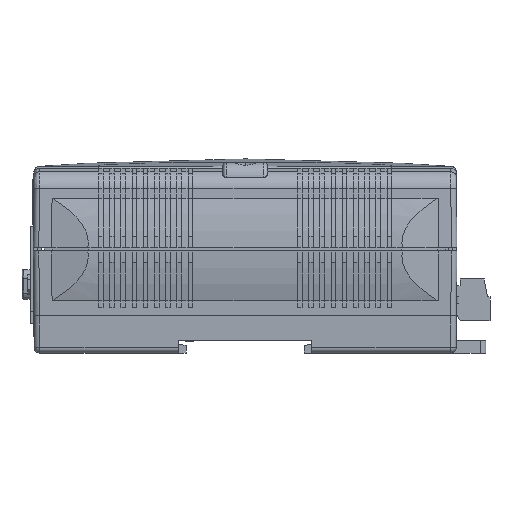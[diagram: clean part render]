
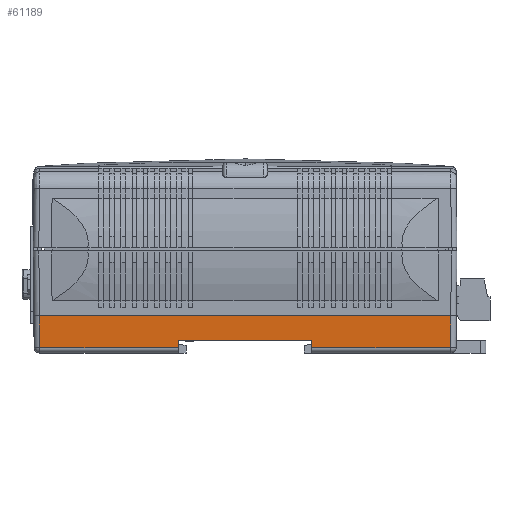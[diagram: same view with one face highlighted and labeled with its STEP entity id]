
A CAD part, left-side view. The second image highlights one B-rep face of the part: STEP entity #61189.
In plain terms, the highlighted planar face has unit normal (-0.999, 0, -0.035).
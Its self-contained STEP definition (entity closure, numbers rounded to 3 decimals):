
#1756 = EDGE_CURVE ( 'NONE', #83647, #95865, #81152, .T. ) ;
#5381 = LINE ( 'NONE', #27399, #67375 ) ;
#5890 = ORIENTED_EDGE ( 'NONE', *, *, #97195, .T. ) ;
#6524 = DIRECTION ( 'NONE',  ( 0.035, -0.009, -0.999 ) ) ;
#7452 = DIRECTION ( 'NONE',  ( 0.035, 0., -0.999 ) ) ;
#8995 = DIRECTION ( 'NONE',  ( 0.999, 0., 0.035 ) ) ;
#9752 = ORIENTED_EDGE ( 'NONE', *, *, #1756, .F. ) ;
#9960 = DIRECTION ( 'NONE',  ( 0., 1., 0. ) ) ;
#10703 = CARTESIAN_POINT ( 'NONE',  ( -42.582, -55.01, -26.302 ) ) ;
#10951 = VECTOR ( 'NONE', #18273, 1000. ) ;
#11002 = CARTESIAN_POINT ( 'NONE',  ( -42.88, -55.085, -17.75 ) ) ;
#11469 = ORIENTED_EDGE ( 'NONE', *, *, #69317, .T. ) ;
#13771 = CARTESIAN_POINT ( 'NONE',  ( -42.653, -17.8, -24.25 ) ) ;
#14388 = LINE ( 'NONE', #15974, #54213 ) ;
#14657 = CARTESIAN_POINT ( 'NONE',  ( -42.582, -17.8, -26.302 ) ) ;
#15440 = VERTEX_POINT ( 'NONE', #38509 ) ;
#15974 = CARTESIAN_POINT ( 'NONE',  ( -42.855, 55.079, -18.468 ) ) ;
#16338 = VECTOR ( 'NONE', #62813, 1000. ) ;
#16860 = DIRECTION ( 'NONE',  ( -0.035, -0.009, 0.999 ) ) ;
#17657 = ORIENTED_EDGE ( 'NONE', *, *, #74862, .T. ) ;
#18273 = DIRECTION ( 'NONE',  ( 0., -1., 0. ) ) ;
#19794 = VERTEX_POINT ( 'NONE', #38907 ) ;
#20057 = DIRECTION ( 'NONE',  ( 0., 1., 0. ) ) ;
#20549 = VERTEX_POINT ( 'NONE', #11002 ) ;
#23446 = VECTOR ( 'NONE', #9960, 1000. ) ;
#23780 = EDGE_CURVE ( 'NONE', #19794, #15440, #14388, .T. ) ;
#24695 = CARTESIAN_POINT ( 'NONE',  ( -42.872, -55.083, -17.992 ) ) ;
#27399 = CARTESIAN_POINT ( 'NONE',  ( -42.88, -54.63, -17.75 ) ) ;
#29149 = DIRECTION ( 'NONE',  ( -0.035, 0., 0.999 ) ) ;
#30985 = LINE ( 'NONE', #24695, #73545 ) ;
#31650 = DIRECTION ( 'NONE',  ( 0., -1., 0. ) ) ;
#31920 = LINE ( 'NONE', #96261, #16338 ) ;
#32525 = VECTOR ( 'NONE', #31650, 1000. ) ;
#32827 = EDGE_LOOP ( 'NONE', ( #70513, #75316, #17657, #9752, #80301, #5890, #95853, #11469 ) ) ;
#35994 = CARTESIAN_POINT ( 'NONE',  ( -42.582, 17.8, -26.302 ) ) ;
#36903 = VERTEX_POINT ( 'NONE', #10703 ) ;
#38509 = CARTESIAN_POINT ( 'NONE',  ( -42.582, 55.01, -26.302 ) ) ;
#38907 = CARTESIAN_POINT ( 'NONE',  ( -42.88, 55.085, -17.75 ) ) ;
#43395 = EDGE_CURVE ( 'NONE', #15440, #89056, #56733, .T. ) ;
#45055 = VECTOR ( 'NONE', #29149, 1000. ) ;
#47715 = FACE_OUTER_BOUND ( 'NONE', #32827, .T. ) ;
#54213 = VECTOR ( 'NONE', #6524, 1000. ) ;
#56733 = LINE ( 'NONE', #71459, #32525 ) ;
#60551 = CARTESIAN_POINT ( 'NONE',  ( -42.88, -17.8, -17.75 ) ) ;
#61189 = ADVANCED_FACE ( 'NONE', ( #47715 ), #63943, .F. ) ;
#62813 = DIRECTION ( 'NONE',  ( -0.035, 0., 0.999 ) ) ;
#63392 = EDGE_CURVE ( 'NONE', #36903, #20549, #30985, .T. ) ;
#63943 = PLANE ( 'NONE',  #86514 ) ;
#64396 = CARTESIAN_POINT ( 'NONE',  ( -42.653, -27.315, -24.25 ) ) ;
#67375 = VECTOR ( 'NONE', #20057, 1000. ) ;
#69317 = EDGE_CURVE ( 'NONE', #20549, #19794, #5381, .T. ) ;
#70513 = ORIENTED_EDGE ( 'NONE', *, *, #23780, .T. ) ;
#71459 = CARTESIAN_POINT ( 'NONE',  ( -42.582, -27.315, -26.302 ) ) ;
#73545 = VECTOR ( 'NONE', #16860, 1000. ) ;
#74862 = EDGE_CURVE ( 'NONE', #89056, #95865, #31920, .T. ) ;
#75316 = ORIENTED_EDGE ( 'NONE', *, *, #43395, .T. ) ;
#79661 = CARTESIAN_POINT ( 'NONE',  ( -42.88, -27.315, -17.75 ) ) ;
#80301 = ORIENTED_EDGE ( 'NONE', *, *, #89099, .F. ) ;
#81152 = LINE ( 'NONE', #64396, #23446 ) ;
#81586 = CARTESIAN_POINT ( 'NONE',  ( -42.582, -27.315, -26.302 ) ) ;
#82640 = LINE ( 'NONE', #81586, #10951 ) ;
#83647 = VERTEX_POINT ( 'NONE', #13771 ) ;
#84117 = LINE ( 'NONE', #60551, #45055 ) ;
#86514 = AXIS2_PLACEMENT_3D ( 'NONE', #79661, #8995, #7452 ) ;
#89056 = VERTEX_POINT ( 'NONE', #35994 ) ;
#89099 = EDGE_CURVE ( 'NONE', #102606, #83647, #84117, .T. ) ;
#94797 = CARTESIAN_POINT ( 'NONE',  ( -42.653, 17.8, -24.25 ) ) ;
#95853 = ORIENTED_EDGE ( 'NONE', *, *, #63392, .T. ) ;
#95865 = VERTEX_POINT ( 'NONE', #94797 ) ;
#96261 = CARTESIAN_POINT ( 'NONE',  ( -42.88, 17.8, -17.75 ) ) ;
#97195 = EDGE_CURVE ( 'NONE', #102606, #36903, #82640, .T. ) ;
#102606 = VERTEX_POINT ( 'NONE', #14657 ) ;
